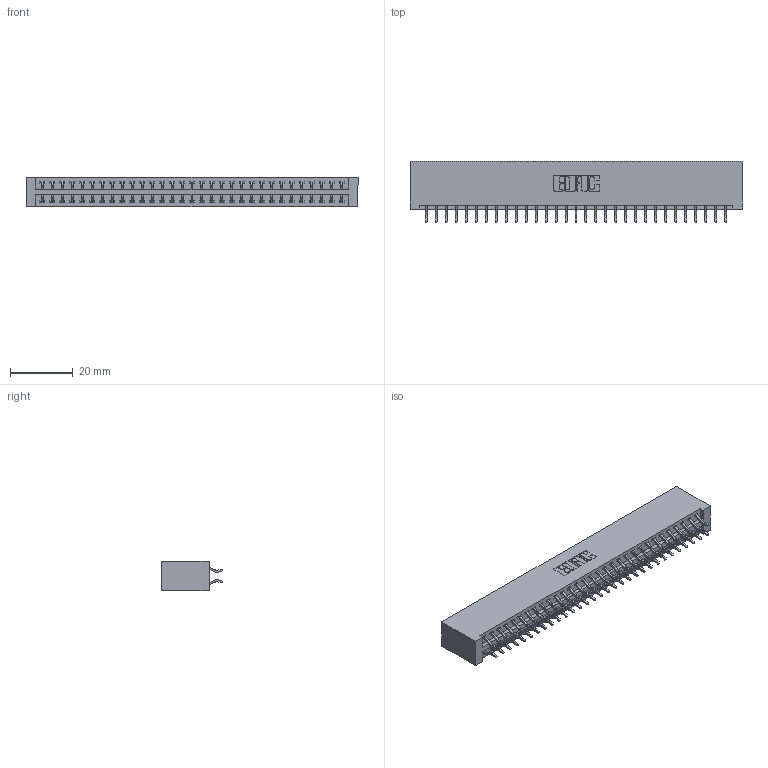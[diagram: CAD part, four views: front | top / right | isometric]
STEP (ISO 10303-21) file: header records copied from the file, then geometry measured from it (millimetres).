
FILE_DESCRIPTION (( 'STEP AP203' ), '1' );
FILE_NAME ('346-062-556-201.STEP', '2018-08-28T07:45:37', ( '' ), ( '' ), 'SwSTEP 2.0', 'SolidWorks 2016', '' );
FILE_SCHEMA (( 'CONFIG_CONTROL_DESIGN' ));
Length unit declared in the file: inch
Products named in the file (3): 345-292-001_556 Tail; 346-062-556-201; 346 Part_No Mounting Lugs
Assembly tree (63 placements, depth 2):
  346-062-556-201
    346 Part_No Mounting Lugs
    345-292-001_556 Tail  x62
Bounding box: 105.66 x 19.57 x 9.4 mm (x, y, z)
Volume: 10788.9 mm3; surface area: 14762.8 mm2
Topology: 63 solids, 63 shells, 3710 faces, 11031 edges, 7270 vertices
Faces by surface type: plane 2490, cylinder 1220
Entity records: 21655 total; most frequent: CARTESIAN_POINT 3596, ORIENTED_EDGE 3518, DIRECTION 3203, EDGE_CURVE 1759, VECTOR 1503, LINE 1503, VERTEX_POINT 1170, AXIS2_PLACEMENT_3D 850
